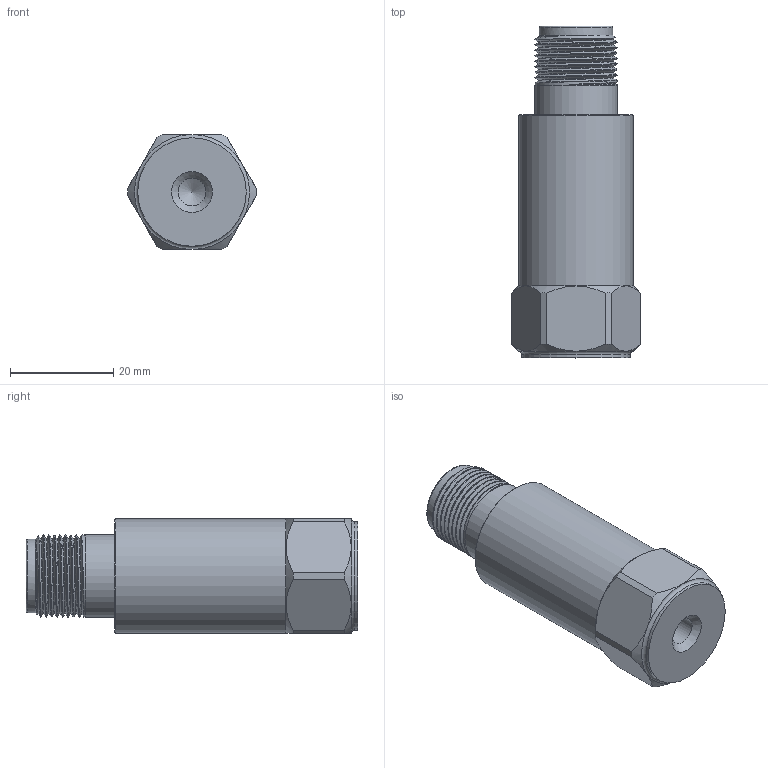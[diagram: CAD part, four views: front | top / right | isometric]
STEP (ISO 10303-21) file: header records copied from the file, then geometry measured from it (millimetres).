
FILE_DESCRIPTION(/* description */ (''),/* implementation_level */ '2;1');
FILE_NAME(/* name */ 'MASTER_TALL_TOP_EXIT_3PIN.stp',/* time_stamp */ '2017-04-25T17:24:51-04:00',/* author */ ('aneininger'),/* organization */ ('CONNECTION TECHNOLOGY CENTER'),/* preprocessor_version */ 'ST-DEVELOPER v16.5',/* originating_system */ 'Autodesk Inventor 2017',/* authorisation */ '');
FILE_SCHEMA (('AUTOMOTIVE_DESIGN { 1 0 10303 214 3 1 1 }'));
Length unit declared in the file: inch
Products named in the file (1): MASTER_TALL_TOP_EXIT_3PIN
Bounding box: 24.93 x 64.14 x 22.23 mm (x, y, z)
Volume: 19971.5 mm3; surface area: 6052.3 mm2
Topology: 2 solids, 2 shells, 131 faces, 321 edges, 209 vertices
Faces by surface type: plane 60, bspline 43, cylinder 14, cone 12, torus 2
Full cylindrical faces by diameter (mm): 1.587 x3, 4.064 x3, 5.359 x1, 11.684 x1, 14.275 x1, 15.875 x1, 15.9 x1, 20.955 x1, 22.047 x1
Entity records: 7354 total; most frequent: CARTESIAN_POINT 4706, ORIENTED_EDGE 572, DIRECTION 409, EDGE_CURVE 284, VERTEX_POINT 194, EDGE_LOOP 166, AXIS2_PLACEMENT_3D 139, LINE 131
